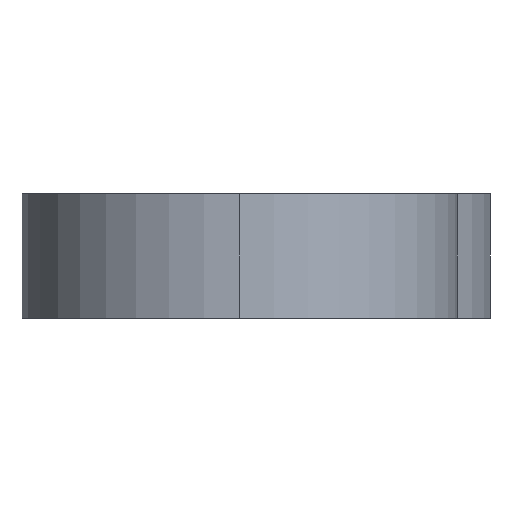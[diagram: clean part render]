
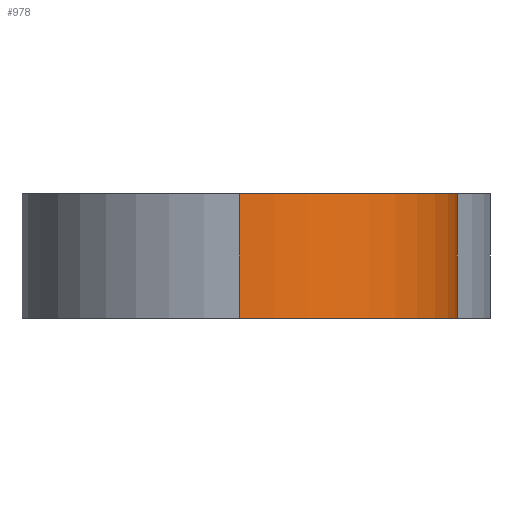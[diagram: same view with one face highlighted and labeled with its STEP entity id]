
A CAD part, left-side view. The second image highlights one B-rep face of the part: STEP entity #978.
In plain terms, the highlighted cylindrical face has radius 17.5 mm (diameter 35 mm), a partial arc.
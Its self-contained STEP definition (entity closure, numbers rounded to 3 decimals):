
#5 = AXIS2_PLACEMENT_3D ( 'NONE', #649, #742, #846 ) ;
#14 = EDGE_CURVE ( 'NONE', #1022, #57, #726, .T. ) ;
#23 = VECTOR ( 'NONE', #224, 1000. ) ;
#57 = VERTEX_POINT ( 'NONE', #1262 ) ;
#90 = CIRCLE ( 'NONE', #5, 17.5 ) ;
#130 = CYLINDRICAL_SURFACE ( 'NONE', #335, 17.5 ) ;
#139 = VERTEX_POINT ( 'NONE', #1004 ) ;
#224 = DIRECTION ( 'NONE',  ( 0., 0., -1. ) ) ;
#271 = CARTESIAN_POINT ( 'NONE',  ( 0., 0., 10. ) ) ;
#293 = ORIENTED_EDGE ( 'NONE', *, *, #325, .F. ) ;
#325 = EDGE_CURVE ( 'NONE', #652, #139, #1159, .T. ) ;
#333 = CARTESIAN_POINT ( 'NONE',  ( 0.385, -17.496, 10. ) ) ;
#335 = AXIS2_PLACEMENT_3D ( 'NONE', #636, #1046, #1174 ) ;
#343 = CARTESIAN_POINT ( 'NONE',  ( -17.5, 0., 10. ) ) ;
#373 = DIRECTION ( 'NONE',  ( 1., 0., 0. ) ) ;
#636 = CARTESIAN_POINT ( 'NONE',  ( 0., 0., 10. ) ) ;
#649 = CARTESIAN_POINT ( 'NONE',  ( 0., 0., 0. ) ) ;
#652 = VERTEX_POINT ( 'NONE', #333 ) ;
#702 = AXIS2_PLACEMENT_3D ( 'NONE', #271, #898, #373 ) ;
#724 = CIRCLE ( 'NONE', #702, 17.5 ) ;
#726 = LINE ( 'NONE', #343, #763 ) ;
#742 = DIRECTION ( 'NONE',  ( 0., 0., 1. ) ) ;
#756 = EDGE_CURVE ( 'NONE', #1022, #652, #724, .T. ) ;
#763 = VECTOR ( 'NONE', #968, 1000. ) ;
#803 = ORIENTED_EDGE ( 'NONE', *, *, #14, .T. ) ;
#846 = DIRECTION ( 'NONE',  ( 1., 0., 0. ) ) ;
#856 = FACE_OUTER_BOUND ( 'NONE', #979, .T. ) ;
#898 = DIRECTION ( 'NONE',  ( 0., 0., 1. ) ) ;
#968 = DIRECTION ( 'NONE',  ( 0., 0., -1. ) ) ;
#978 = ADVANCED_FACE ( 'NONE', ( #856 ), #130, .T. ) ;
#979 = EDGE_LOOP ( 'NONE', ( #1272, #803, #1109, #293 ) ) ;
#985 = EDGE_CURVE ( 'NONE', #57, #139, #90, .T. ) ;
#1004 = CARTESIAN_POINT ( 'NONE',  ( 0.385, -17.496, 0. ) ) ;
#1022 = VERTEX_POINT ( 'NONE', #1066 ) ;
#1046 = DIRECTION ( 'NONE',  ( 0., 0., -1. ) ) ;
#1066 = CARTESIAN_POINT ( 'NONE',  ( -17.5, 0., 10. ) ) ;
#1109 = ORIENTED_EDGE ( 'NONE', *, *, #985, .T. ) ;
#1154 = CARTESIAN_POINT ( 'NONE',  ( 0.385, -17.496, 10. ) ) ;
#1159 = LINE ( 'NONE', #1154, #23 ) ;
#1174 = DIRECTION ( 'NONE',  ( -1., 0., 0. ) ) ;
#1262 = CARTESIAN_POINT ( 'NONE',  ( -17.5, 0., 0. ) ) ;
#1272 = ORIENTED_EDGE ( 'NONE', *, *, #756, .F. ) ;
